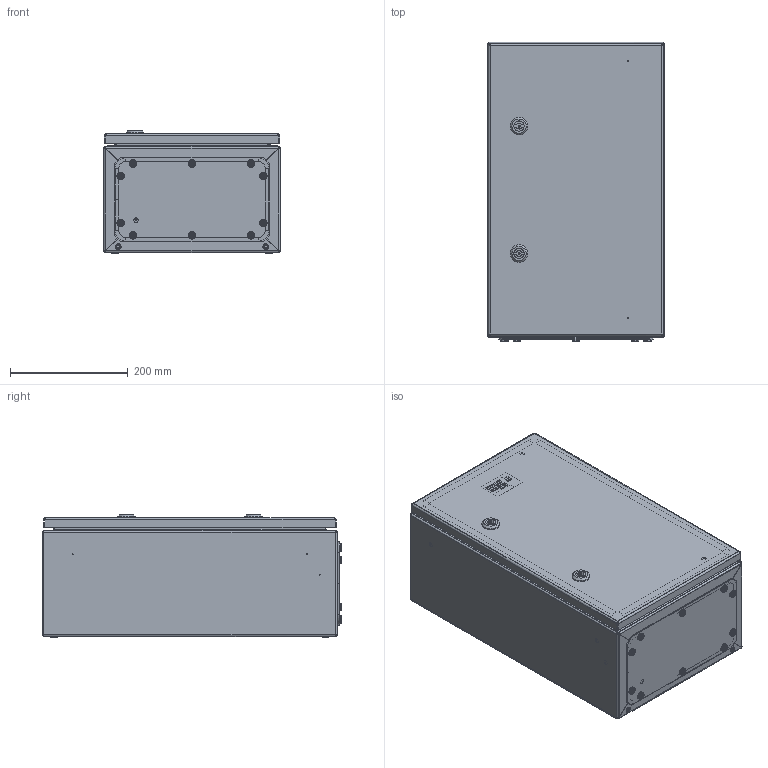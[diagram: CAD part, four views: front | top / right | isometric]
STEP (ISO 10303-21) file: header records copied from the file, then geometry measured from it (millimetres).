
FILE_DESCRIPTION (( 'STEP AP203' ), '1' );
FILE_NAME ('U2790050302 Êîðïóñ UC2M 50.30.20 IP66 (752.000.279).STEP', '2022-04-29T07:46:58', ( '' ), ( '' ), 'SwSTEP 2.0', 'SolidWorks 2017', '' );
FILE_SCHEMA (( 'CONFIG_CONTROL_DESIGN' ));
Length unit declared in the file: millimetre
Products named in the file (37): Ñòîïîðíàÿ âòóëêà ïåòëè 4-119 Dirak; 鎔艜_17473_M6x12; 嵑殧趌6402_8; Óïëîòíèòåëü ÏÏÓ äâåðêè UC2_15 (50.30); 000.207.185 攜歑罻 UC2_00 (50.30); Îñíîâàíèå ïåòëè 4-119 Dirak; 010-325 Ïàíåëü ìîíòàæíàÿ UC2_01 (50.30.20); 056-272 椯鴀殣罻 UC2_01 (50.30.20); 000.210.362 Îñíîâàíèå äâåðêè UC2_00 (50.30); 蹴濋趌5915_M8; Øòèôò ïåòëè 4-119 Dirak; 012-1794 眈翴錪 鳱歑膱 UC2_00 (50.30); 003-393 Ñòåíêà íèæíÿÿ UC2_01 (00.30); Øïèëüêà ðåçüáîâàÿ Ì6_Œ6å12; Øàéáà íåéëîí Ø028_Œ5; 嵑殧趌11371_8; Ïåòëÿ 4-119 Dirak_00; Óïëîòíèòåëü ÏÏÓ êðûøêè UC2Ì_04 (30.20); 扻豵鵨_п-1; Øïèëüêà çàçåìëåíèÿ CKF CS_Œ6å16; ч蜱齁罻 ST-9; 嵑殧趌11371_6; 040-116 Âèíò ñïåöèàëüíûé ST 4,8x9; ч蜱齁罻 ST-6; 027-185 署赅 UC2_01 (30.20); 008-399 Ñòåíêà ïðîôèëüíàÿ UC2_01 (50.30.20); U2790050302 扻豵鵨 UC2M 50.30.20 IP66 (752.000.279); 000.113.104 忺謤僔 UC2_01 (50.30.20); 000.241.251 署赅 UC2_01 (30.20); 蹴濋趌5915_M5; Øïèëüêà ðåçüáîâàÿ Ì6_Œ8å30; 椻壚樇襝鴀 Mesan 33; Âòóëêà ïåòëè 4-119 Dirak; 000.241.250 署赅 UC2_01 (30.20); 嵑殧趌11371_5; Øàéáà íåéëîí Ø028_Œ6; ﾇ瑟鶴 Mesan 060-1-1-13-33_00
Assembly tree (102 placements, depth 4):
  U2790050302 扻豵鵨 UC2M 50.30.20 IP66 (752.000.279)
    000.113.104 忺謤僔 UC2_01 (50.30.20)
      008-399 Ñòåíêà ïðîôèëüíàÿ UC2_01 (50.30.20)
      003-393 Ñòåíêà íèæíÿÿ UC2_01 (00.30)
      Øïèëüêà ðåçüáîâàÿ Ì6_Œ8å30  x4
      Øïèëüêà ðåçüáîâàÿ Ì6_Œ6å12  x4
      Øïèëüêà çàçåìëåíèÿ CKF CS_Œ6å16  x2
    000.207.185 攜歑罻 UC2_00 (50.30)
      000.210.362 Îñíîâàíèå äâåðêè UC2_00 (50.30)
        012-1794 眈翴錪 鳱歑膱 UC2_00 (50.30)
        Âòóëêà ïåòëè 4-119 Dirak  x2
        Øïèëüêà çàçåìëåíèÿ CKF CS_Œ6å16  x2
      Óïëîòíèòåëü ÏÏÓ äâåðêè UC2_15 (50.30)
      ﾇ瑟鶴 Mesan 060-1-1-13-33_00  x2
        扻豵鵨_п-1
        椻壚樇襝鴀 Mesan 33
        嵑殧趌11371_6
        鎔艜_17473_M6x12
    Ïåòëÿ 4-119 Dirak_00  x2
      Âòóëêà ïåòëè 4-119 Dirak
      Øòèôò ïåòëè 4-119 Dirak
      Îñíîâàíèå ïåòëè 4-119 Dirak
      Ñòîïîðíàÿ âòóëêà ïåòëè 4-119 Dirak
    嵑殧趌11371_5  x4
    Øàéáà íåéëîí Ø028_Œ5  x4
    蹴濋趌5915_M5  x4
    ч蜱齁罻 ST-6  x6
    ч蜱齁罻 ST-9  x4
    010-325 Ïàíåëü ìîíòàæíàÿ UC2_01 (50.30.20)
    蹴濋趌5915_M8  x12
    嵑殧趌11371_8  x4
    嵑殧趌6402_8  x4
    000.241.250 署赅 UC2_01 (30.20)
      000.241.251 署赅 UC2_01 (30.20)
        027-185 署赅 UC2_01 (30.20)
        Øïèëüêà çàçåìëåíèÿ CKF CS_Œ6å16
      Óïëîòíèòåëü ÏÏÓ êðûøêè UC2Ì_04 (30.20)
    040-116 Âèíò ñïåöèàëüíûé ST 4,8x9  x10
    Øàéáà íåéëîí Ø028_Œ6  x10
    056-272 椯鴀殣罻 UC2_01 (50.30.20)
Bounding box: 300.6 x 507.22 x 207.25 mm (x, y, z)
Volume: 1372558.9 mm3; surface area: 1694705.7 mm2
Topology: 101 solids, 103 shells, 4309 faces, 10130 edges, 6226 vertices
Faces by surface type: plane 1606, cylinder 1074, bspline 997, cone 262, torus 186, sphere 184
Entity records: 105963 total; most frequent: CARTESIAN_POINT 50247, ORIENTED_EDGE 11178, DIRECTION 8526, EDGE_CURVE 5589, VERTEX_POINT 3596, VECTOR 3294, LINE 3294, AXIS2_PLACEMENT_3D 2616
